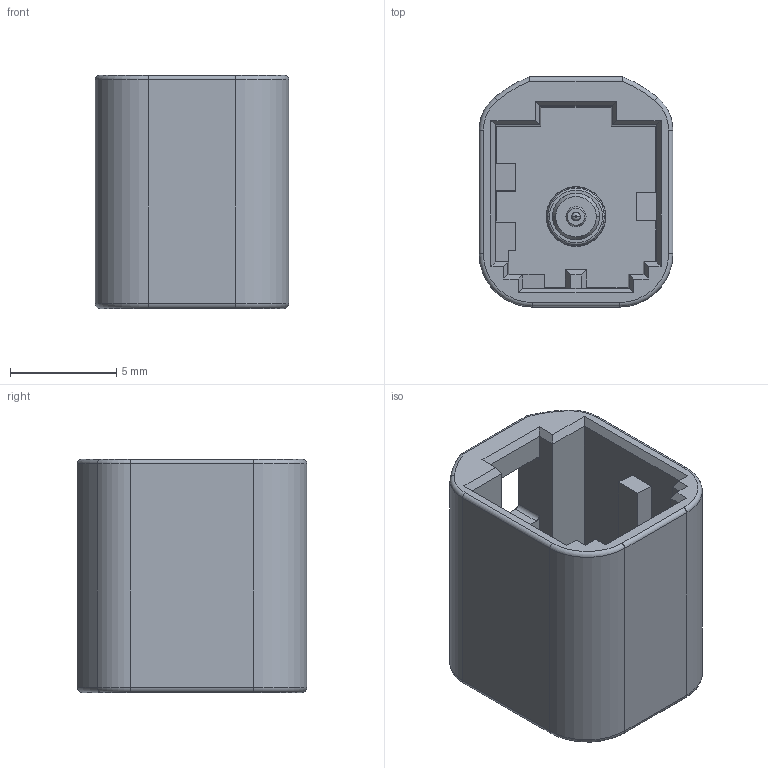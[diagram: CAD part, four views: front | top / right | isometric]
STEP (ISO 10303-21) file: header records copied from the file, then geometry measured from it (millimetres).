
FILE_DESCRIPTION((''),'2;1');
FILE_NAME('999-U-001-1-Z03_CVM_WORKING','2020-05-27T14:04:49',('US033732'),('TE Connectivity Ltd.'),'CREO PARAMETRIC BY PTC INC, 2019030','CREO PARAMETRIC BY PTC INC, 2019030','');
FILE_SCHEMA(('AUTOMOTIVE_DESIGN { 1 0 10303 214 1 1 1 1 }'));
Length unit declared in the file: millimetre
Products named in the file (1): 999-U-001-1-Z03_CVM_WORKING
Bounding box: 9.1 x 10.8 x 10.95 mm (x, y, z)
Volume: 464.2 mm3; surface area: 1005.1 mm2
Topology: 1 solids, 1 shells, 117 faces, 283 edges, 172 vertices
Faces by surface type: plane 67, cylinder 24, torus 16, cone 6, revolution 4
Entity records: 3765 total; most frequent: CARTESIAN_POINT 674, DIRECTION 579, ORIENTED_EDGE 566, EDGE_CURVE 283, VECTOR 195, LINE 195, AXIS2_PLACEMENT_3D 190, VERTEX_POINT 172
